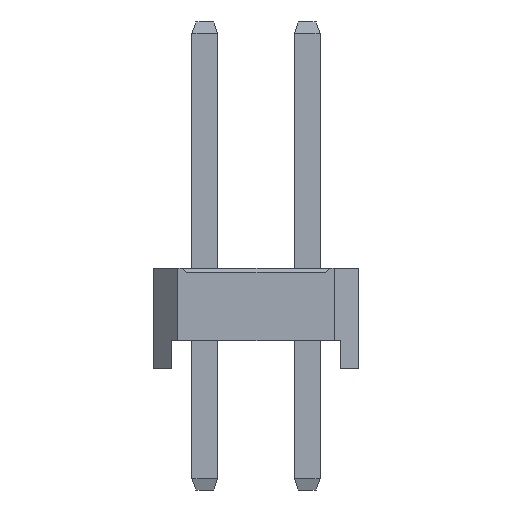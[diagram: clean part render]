
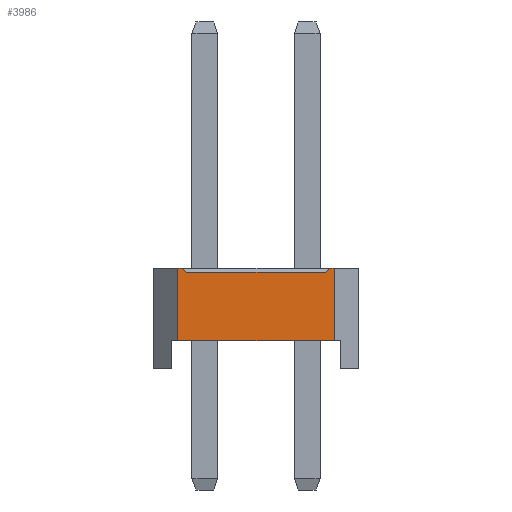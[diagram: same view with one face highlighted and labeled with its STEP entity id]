
A CAD part, left-side view. The second image highlights one B-rep face of the part: STEP entity #3986.
In plain terms, the highlighted planar face has unit normal (-1, 0, 0).
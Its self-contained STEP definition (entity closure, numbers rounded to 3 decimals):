
#3986=ADVANCED_FACE('',(#16305),#16307,.T.);
#16305=FACE_BOUND('',#16306,.T.);
#16306=EDGE_LOOP('',(#25939,#25940,#25941,#25942,#25943,#25944,#25945,#25946));
#16307=PLANE('',#16308);
#16308=AXIS2_PLACEMENT_3D('',#16309,#16310,#16311);
#16309=CARTESIAN_POINT('',(-1.27,3.21,0.));
#16310=DIRECTION('',(-1.,0.,0.));
#16311=DIRECTION('',(0.,-1.,0.));
#25939=ORIENTED_EDGE('',*,*,#31936,.F.);
#25940=ORIENTED_EDGE('',*,*,#31937,.T.);
#25941=ORIENTED_EDGE('',*,*,#31938,.F.);
#25942=ORIENTED_EDGE('',*,*,#30639,.F.);
#25943=ORIENTED_EDGE('',*,*,#31939,.F.);
#25944=ORIENTED_EDGE('',*,*,#30162,.T.);
#25945=ORIENTED_EDGE('',*,*,#31935,.T.);
#25946=ORIENTED_EDGE('',*,*,#30643,.F.);
#30162=EDGE_CURVE('',#33600,#33598,#33601,.T.);
#30639=EDGE_CURVE('',#34552,#34554,#34555,.T.);
#30643=EDGE_CURVE('',#34560,#34562,#34563,.T.);
#31935=EDGE_CURVE('',#33598,#34562,#36709,.T.);
#31936=EDGE_CURVE('',#36710,#34560,#36711,.F.);
#31937=EDGE_CURVE('',#36710,#36712,#36713,.T.);
#31938=EDGE_CURVE('',#34554,#36712,#36714,.F.);
#31939=EDGE_CURVE('',#33600,#34552,#36715,.T.);
#33598=VERTEX_POINT('',#39176);
#33600=VERTEX_POINT('',#39180);
#33601=LINE('',#39181,#39182);
#34552=VERTEX_POINT('',#41084);
#34554=VERTEX_POINT('',#41088);
#34555=LINE('',#41089,#41090);
#34560=VERTEX_POINT('',#41100);
#34562=VERTEX_POINT('',#41104);
#34563=LINE('',#41105,#41106);
#36709=LINE('',#45835,#45836);
#36710=VERTEX_POINT('',#45838);
#36711=LINE('',#45839,#45840);
#36712=VERTEX_POINT('',#45842);
#36713=LINE('',#45843,#45844);
#36714=LINE('',#45846,#45847);
#36715=LINE('',#45849,#45850);
#39176=CARTESIAN_POINT('',(-1.27,-0.67,0.7));
#39180=CARTESIAN_POINT('',(-1.27,3.21,0.7));
#39181=CARTESIAN_POINT('',(-1.27,3.21,0.7));
#39182=VECTOR('',#39183,1.);
#39183=DIRECTION('',(0.,-1.,0.));
#41084=CARTESIAN_POINT('',(-1.27,3.21,2.5));
#41088=CARTESIAN_POINT('',(-1.27,3.09,2.5));
#41089=CARTESIAN_POINT('',(-1.27,3.21,2.5));
#41090=VECTOR('',#41091,1.);
#41091=DIRECTION('',(0.,-1.,0.));
#41100=CARTESIAN_POINT('',(-1.27,-0.55,2.5));
#41104=CARTESIAN_POINT('',(-1.27,-0.67,2.5));
#41105=CARTESIAN_POINT('',(-1.27,-0.55,2.5));
#41106=VECTOR('',#41107,1.);
#41107=DIRECTION('',(0.,-1.,0.));
#45835=CARTESIAN_POINT('',(-1.27,-0.67,0.7));
#45836=VECTOR('',#45837,1.);
#45837=DIRECTION('',(0.,0.,1.));
#45838=CARTESIAN_POINT('',(-1.27,-0.45,2.4));
#45839=CARTESIAN_POINT('',(-1.27,-0.55,2.5));
#45840=VECTOR('',#45841,1.);
#45841=DIRECTION('',(0.,0.707,-0.707));
#45842=CARTESIAN_POINT('',(-1.27,2.99,2.4));
#45843=CARTESIAN_POINT('',(-1.27,-0.45,2.4));
#45844=VECTOR('',#45845,1.);
#45845=DIRECTION('',(0.,1.,0.));
#45846=CARTESIAN_POINT('',(-1.27,2.99,2.4));
#45847=VECTOR('',#45848,1.);
#45848=DIRECTION('',(0.,0.707,0.707));
#45849=CARTESIAN_POINT('',(-1.27,3.21,0.7));
#45850=VECTOR('',#45851,1.);
#45851=DIRECTION('',(0.,0.,1.));
